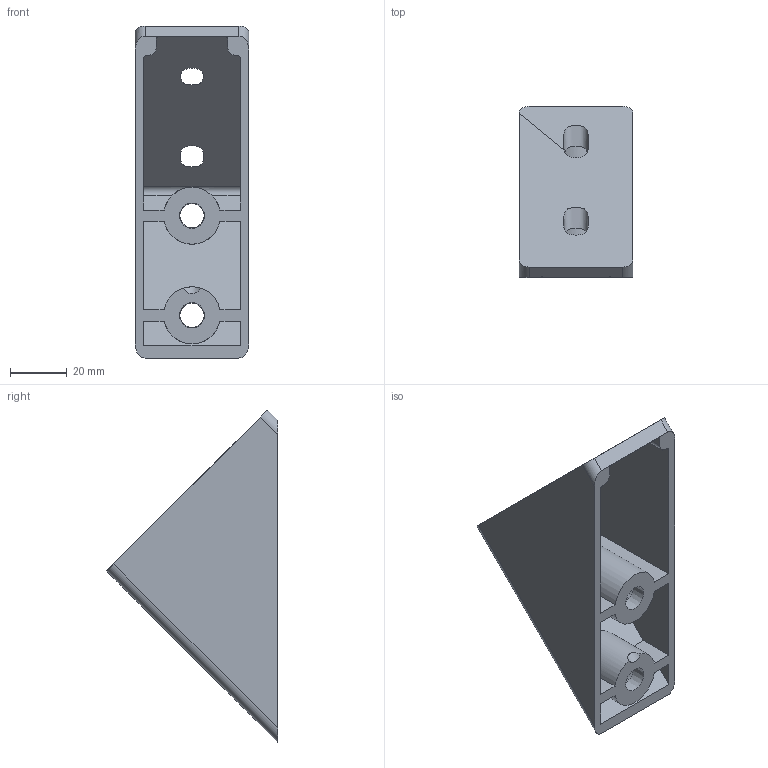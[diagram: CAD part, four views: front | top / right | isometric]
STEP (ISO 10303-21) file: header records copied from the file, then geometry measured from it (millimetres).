
FILE_DESCRIPTION(('FreeCAD Model'),'2;1');
FILE_NAME('Open CASCADE Shape Model','2024-03-20T10:33:15',(''),(''), 'Open CASCADE STEP processor 7.6','FreeCAD','Unknown');
FILE_SCHEMA(('AUTOMOTIVE_DESIGN { 1 0 10303 214 1 1 1 1 }'));
Length unit declared in the file: millimetre
Products named in the file (1): STI8-E8045
Bounding box: 40 x 60.1 x 116.67 mm (x, y, z)
Volume: 50508.3 mm3; surface area: 32093.7 mm2
Topology: 1 solids, 1 shells, 58 faces, 195 edges, 142 vertices
Faces by surface type: plane 34, cylinder 18, cone 4, bspline 2
Full cylindrical faces by diameter (mm): 8 x2
Entity records: 7680 total; most frequent: CARTESIAN_POINT 3966, DIRECTION 647, ORIENTED_EDGE 390, PCURVE 390, DEFINITIONAL_REPRESENTATION 390, LINE 343, VECTOR 343, EDGE_CURVE 195
